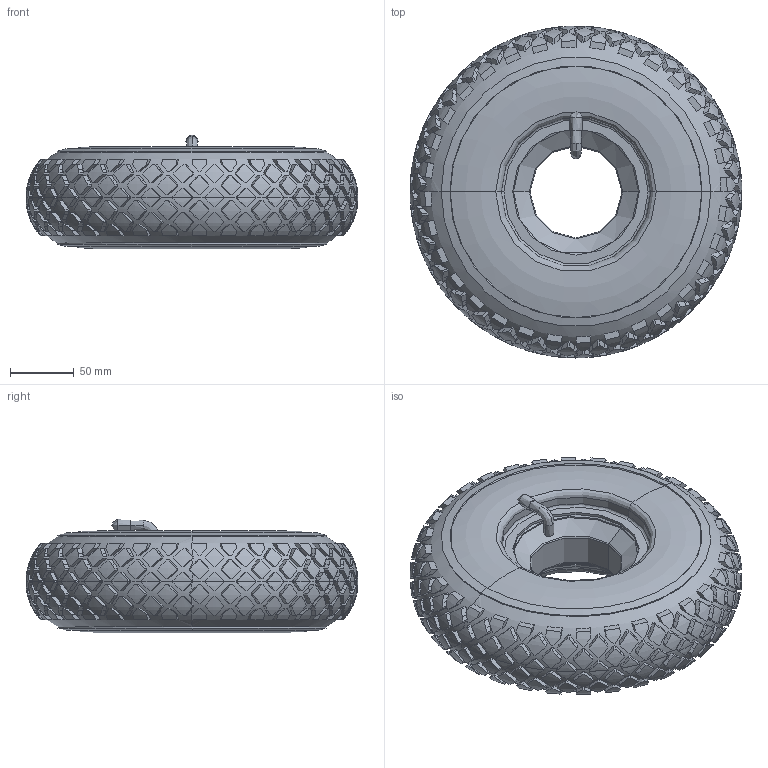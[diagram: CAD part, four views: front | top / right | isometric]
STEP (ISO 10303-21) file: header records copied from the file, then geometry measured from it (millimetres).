
FILE_DESCRIPTION (( 'STEP AP214' ), '1' );
FILE_NAME ('0023826_DS2-260-085-VS1-PR4-grau_(A-01).step', '2019-08-08T09:16:16', ( 'Windows-Benutzer' ), ( '' ), 'SwSTEP 2.0', 'SolidWorks 2018', '' );
FILE_SCHEMA (( 'AUTOMOTIVE_DESIGN' ));
Length unit declared in the file: millimetre
Products named in the file (5): 0023677_S-260-085-VS1_Ventil_MODEL; 0023677_S-260-085-VS1_Schlauch_MODEL; 0015589_D2-260-085-PR4-grau_MODEL; 0023677_S-260-085-VS1_Verkn｝fungssteuerung Position f〉 0017349; 0023826_DS2-260-085-VS1-PR4-grau_(A-01)
Assembly tree (4 placements, depth 3):
  0023826_DS2-260-085-VS1-PR4-grau_(A-01)
    0015589_D2-260-085-PR4-grau_MODEL
    0023677_S-260-085-VS1_Verkn｝fungssteuerung Position f〉 0017349
      0023677_S-260-085-VS1_Schlauch_MODEL
      0023677_S-260-085-VS1_Ventil_MODEL
Bounding box: 260.02 x 260.02 x 88.85 mm (x, y, z)
Volume: 625474.3 mm3; surface area: 568076 mm2
Topology: 4 solids, 5 shells, 2599 faces, 6963 edges, 4554 vertices
Faces by surface type: bspline 1984, torus 338, plane 202, cylinder 38, cone 36, sphere 1
Entity records: 125864 total; most frequent: CARTESIAN_POINT 78495, ORIENTED_EDGE 13920, EDGE_CURVE 6960, B_SPLINE_CURVE_WITH_KNOTS 6164, VERTEX_POINT 4552, EDGE_LOOP 2788, FACE_OUTER_BOUND 2599, ADVANCED_FACE 2599
